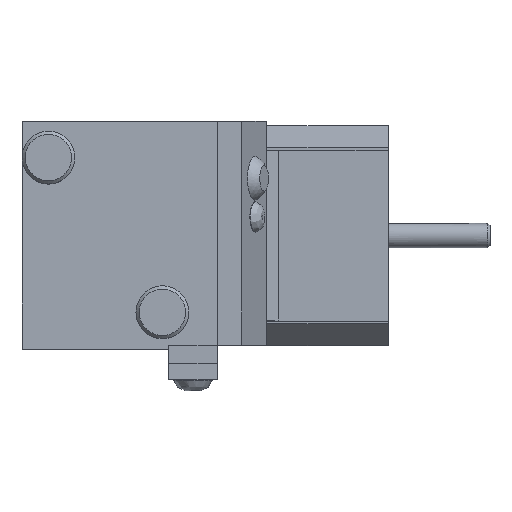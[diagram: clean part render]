
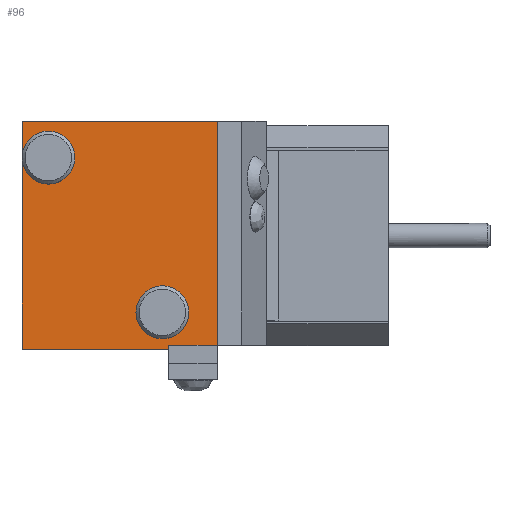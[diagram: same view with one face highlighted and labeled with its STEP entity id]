
A CAD part, top view. The second image highlights one B-rep face of the part: STEP entity #96.
In plain terms, the highlighted planar face has unit normal (0, 0, 1).
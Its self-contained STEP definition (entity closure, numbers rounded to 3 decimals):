
#96=ADVANCED_FACE('',(#219,#220,#221),#156,.T.);
#156=PLANE('',#1043);
#197=CIRCLE('',#1041,4.);
#198=CIRCLE('',#1042,4.);
#219=FACE_BOUND('',#268,.T.);
#220=FACE_BOUND('',#269,.T.);
#221=FACE_BOUND('',#270,.T.);
#268=EDGE_LOOP('',(#375,#376,#377,#378,#379,#380));
#269=EDGE_LOOP('',(#381));
#270=EDGE_LOOP('',(#382));
#375=ORIENTED_EDGE('',*,*,#701,.F.);
#376=ORIENTED_EDGE('',*,*,#720,.F.);
#377=ORIENTED_EDGE('',*,*,#714,.F.);
#378=ORIENTED_EDGE('',*,*,#721,.F.);
#379=ORIENTED_EDGE('',*,*,#709,.T.);
#380=ORIENTED_EDGE('',*,*,#698,.F.);
#381=ORIENTED_EDGE('',*,*,#722,.F.);
#382=ORIENTED_EDGE('',*,*,#723,.F.);
#605=VERTEX_POINT('',#1397);
#606=VERTEX_POINT('',#1399);
#607=VERTEX_POINT('',#1403);
#614=VERTEX_POINT('',#1421);
#618=VERTEX_POINT('',#1431);
#619=VERTEX_POINT('',#1432);
#623=VERTEX_POINT('',#1445);
#624=VERTEX_POINT('',#1447);
#698=EDGE_CURVE('',#605,#606,#824,.T.);
#701=EDGE_CURVE('',#607,#605,#827,.T.);
#709=EDGE_CURVE('',#614,#606,#835,.T.);
#714=EDGE_CURVE('',#618,#619,#840,.T.);
#720=EDGE_CURVE('',#619,#607,#846,.T.);
#721=EDGE_CURVE('',#614,#618,#847,.T.);
#722=EDGE_CURVE('',#623,#623,#197,.T.);
#723=EDGE_CURVE('',#624,#624,#198,.T.);
#824=LINE('',#1398,#931);
#827=LINE('',#1405,#934);
#835=LINE('',#1420,#942);
#840=LINE('',#1430,#947);
#846=LINE('',#1442,#953);
#847=LINE('',#1443,#954);
#931=VECTOR('',#1126,1.);
#934=VECTOR('',#1131,1.);
#942=VECTOR('',#1143,1.);
#947=VECTOR('',#1150,1.);
#953=VECTOR('',#1158,1.);
#954=VECTOR('',#1159,1.);
#1041=AXIS2_PLACEMENT_3D('',#1444,#1160,#1161);
#1042=AXIS2_PLACEMENT_3D('',#1446,#1162,#1163);
#1043=AXIS2_PLACEMENT_3D('',#1448,#1164,#1165);
#1126=DIRECTION('',(0.,-1.,0.));
#1131=DIRECTION('',(-1.,0.,0.));
#1143=DIRECTION('',(1.,0.,0.));
#1150=DIRECTION('',(1.,0.,0.));
#1158=DIRECTION('',(0.,-1.,0.));
#1159=DIRECTION('',(0.,1.,0.));
#1160=DIRECTION('',(0.,0.,1.));
#1161=DIRECTION('',(1.,0.,0.));
#1162=DIRECTION('',(0.,0.,1.));
#1163=DIRECTION('',(1.,0.,0.));
#1164=DIRECTION('',(0.,0.,1.));
#1165=DIRECTION('',(1.,0.,0.));
#1397=CARTESIAN_POINT('',(-82.,-27.,62.));
#1398=CARTESIAN_POINT('',(-82.,28.,62.));
#1399=CARTESIAN_POINT('',(-82.,-28.,62.));
#1403=CARTESIAN_POINT('',(-70.,-27.,62.));
#1405=CARTESIAN_POINT('',(-118.,-27.,62.));
#1420=CARTESIAN_POINT('',(-118.,-28.,62.));
#1421=CARTESIAN_POINT('',(-118.,-28.,62.));
#1430=CARTESIAN_POINT('',(-118.,28.,62.));
#1431=CARTESIAN_POINT('',(-118.,28.,62.));
#1432=CARTESIAN_POINT('',(-70.,28.,62.));
#1442=CARTESIAN_POINT('',(-70.,28.,62.));
#1443=CARTESIAN_POINT('',(-118.,28.,62.));
#1444=CARTESIAN_POINT('',(-83.5,-19.,62.));
#1445=CARTESIAN_POINT('',(-79.5,-19.,62.));
#1446=CARTESIAN_POINT('',(-111.5,19.,62.));
#1447=CARTESIAN_POINT('',(-107.5,19.,62.));
#1448=CARTESIAN_POINT('',(-118.,28.,62.));
